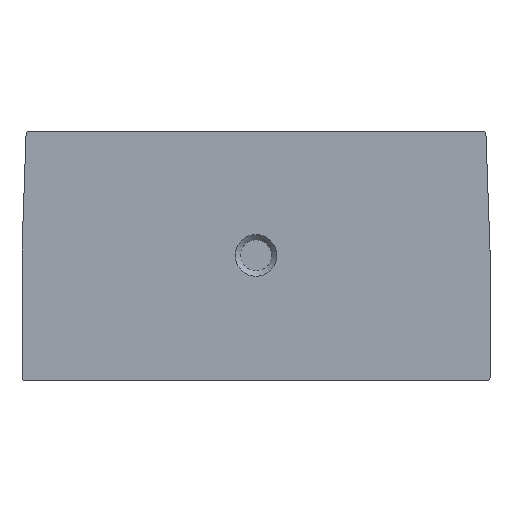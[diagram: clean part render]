
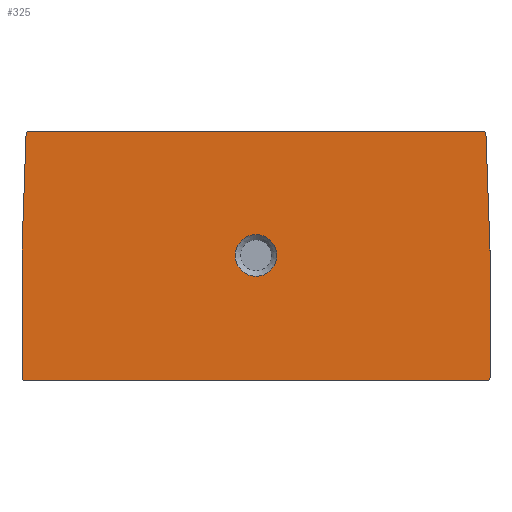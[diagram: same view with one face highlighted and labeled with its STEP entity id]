
A CAD part, top view. The second image highlights one B-rep face of the part: STEP entity #325.
In plain terms, the highlighted planar face has unit normal (0, 0, 1).
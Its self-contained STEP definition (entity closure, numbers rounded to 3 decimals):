
#40=CARTESIAN_POINT('',(22.2,0.8,1.5));
#41=DIRECTION('',(0.,0.,1.));
#42=DIRECTION('',(0.,-1.,0.));
#43=AXIS2_PLACEMENT_3D('',#40,#41,#42);
#45=DIRECTION('',(1.,0.,0.));
#46=VECTOR('',#45,44.4);
#47=CARTESIAN_POINT('',(-22.2,0.5,1.5));
#48=LINE('',#47,#46);
#49=CARTESIAN_POINT('',(-22.2,0.8,1.5));
#50=DIRECTION('',(0.,0.,1.));
#51=DIRECTION('',(-1.,0.,0.));
#52=AXIS2_PLACEMENT_3D('',#49,#50,#51);
#54=DIRECTION('',(0.,1.,0.));
#55=VECTOR('',#54,12.265);
#56=CARTESIAN_POINT('',(-22.5,0.8,1.5));
#57=LINE('',#56,#55);
#58=CARTESIAN_POINT('',(-22.2,13.065,1.5));
#59=DIRECTION('',(0.,0.,-1.));
#60=DIRECTION('',(-1.,0.,0.));
#61=AXIS2_PLACEMENT_3D('',#58,#59,#60);
#63=DIRECTION('',(0.035,0.999,0.));
#64=VECTOR('',#63,11.142);
#65=CARTESIAN_POINT('',(-22.5,13.075,1.5));
#66=LINE('',#65,#64);
#67=CARTESIAN_POINT('',(-21.811,24.2,1.5));
#68=DIRECTION('',(0.,0.,1.));
#69=DIRECTION('',(0.,1.,0.));
#70=AXIS2_PLACEMENT_3D('',#67,#68,#69);
#72=DIRECTION('',(-1.,0.,0.));
#73=VECTOR('',#72,43.622);
#74=CARTESIAN_POINT('',(21.811,24.5,1.5));
#75=LINE('',#74,#73);
#76=CARTESIAN_POINT('',(21.811,24.2,1.5));
#77=DIRECTION('',(0.,0.,1.));
#78=DIRECTION('',(0.999,0.035,0.));
#79=AXIS2_PLACEMENT_3D('',#76,#77,#78);
#81=DIRECTION('',(0.035,-0.999,0.));
#82=VECTOR('',#81,11.142);
#83=CARTESIAN_POINT('',(22.111,24.21,1.5));
#84=LINE('',#83,#82);
#85=CARTESIAN_POINT('',(22.2,13.065,1.5));
#86=DIRECTION('',(0.,0.,-1.));
#87=DIRECTION('',(0.999,0.035,0.));
#88=AXIS2_PLACEMENT_3D('',#85,#86,#87);
#90=DIRECTION('',(0.,1.,0.));
#91=VECTOR('',#90,12.265);
#92=CARTESIAN_POINT('',(22.5,0.8,1.5));
#93=LINE('',#92,#91);
#94=CARTESIAN_POINT('',(0.,12.55,1.5));
#95=DIRECTION('',(0.,0.,1.));
#96=DIRECTION('',(0.,1.,0.));
#97=AXIS2_PLACEMENT_3D('',#94,#95,#96);
#99=CARTESIAN_POINT('',(0.,12.55,1.5));
#100=DIRECTION('',(0.,0.,1.));
#101=DIRECTION('',(0.,-1.,0.));
#102=AXIS2_PLACEMENT_3D('',#99,#100,#101);
#190=CARTESIAN_POINT('',(-22.5,0.8,1.5));
#191=VERTEX_POINT('',#190);
#192=CARTESIAN_POINT('',(-22.2,0.5,1.5));
#193=VERTEX_POINT('',#192);
#194=CARTESIAN_POINT('',(-22.5,13.065,1.5));
#196=VERTEX_POINT('',#194);
#200=CARTESIAN_POINT('',(-22.5,13.075,1.5));
#201=VERTEX_POINT('',#200);
#202=CARTESIAN_POINT('',(-21.811,24.5,1.5));
#203=CARTESIAN_POINT('',(-22.111,24.21,1.5));
#204=VERTEX_POINT('',#202);
#205=VERTEX_POINT('',#203);
#210=CARTESIAN_POINT('',(22.2,0.5,1.5));
#211=CARTESIAN_POINT('',(22.5,0.8,1.5));
#212=VERTEX_POINT('',#210);
#213=VERTEX_POINT('',#211);
#219=CARTESIAN_POINT('',(22.5,13.065,1.5));
#221=VERTEX_POINT('',#219);
#222=CARTESIAN_POINT('',(22.5,13.075,1.5));
#223=VERTEX_POINT('',#222);
#230=CARTESIAN_POINT('',(22.111,24.21,1.5));
#231=VERTEX_POINT('',#230);
#232=CARTESIAN_POINT('',(21.811,24.5,1.5));
#233=VERTEX_POINT('',#232);
#238=CARTESIAN_POINT('',(0.,14.55,1.5));
#239=CARTESIAN_POINT('',(0.,10.55,1.5));
#240=VERTEX_POINT('',#238);
#241=VERTEX_POINT('',#239);
#289=CARTESIAN_POINT('',(0.,0.,1.5));
#290=DIRECTION('',(0.,0.,1.));
#291=DIRECTION('',(1.,0.,0.));
#292=AXIS2_PLACEMENT_3D('',#289,#290,#291);
#293=PLANE('',#292);
#294=ORIENTED_EDGE('',*,*,#279,.F.);
#296=ORIENTED_EDGE('',*,*,#295,.F.);
#298=ORIENTED_EDGE('',*,*,#297,.F.);
#300=ORIENTED_EDGE('',*,*,#299,.T.);
#302=ORIENTED_EDGE('',*,*,#301,.T.);
#304=ORIENTED_EDGE('',*,*,#303,.T.);
#306=ORIENTED_EDGE('',*,*,#305,.F.);
#308=ORIENTED_EDGE('',*,*,#307,.F.);
#310=ORIENTED_EDGE('',*,*,#309,.F.);
#312=ORIENTED_EDGE('',*,*,#311,.T.);
#314=ORIENTED_EDGE('',*,*,#313,.T.);
#316=ORIENTED_EDGE('',*,*,#315,.F.);
#317=EDGE_LOOP('',(#294,#296,#298,#300,#302,#304,#306,#308,#310,#312,#314,
#316));
#318=FACE_OUTER_BOUND('',#317,.F.);
#320=ORIENTED_EDGE('',*,*,#319,.T.);
#322=ORIENTED_EDGE('',*,*,#321,.T.);
#323=EDGE_LOOP('',(#320,#322));
#324=FACE_BOUND('',#323,.F.);
#325=ADVANCED_FACE('',(#318,#324),#293,.T.);
#44=CIRCLE('',#43,0.3);
#53=CIRCLE('',#52,0.3);
#62=CIRCLE('',#61,0.3);
#71=CIRCLE('',#70,0.3);
#80=CIRCLE('',#79,0.3);
#89=CIRCLE('',#88,0.3);
#98=CIRCLE('',#97,2.);
#103=CIRCLE('',#102,2.);
#279=EDGE_CURVE('',#212,#213,#44,.T.);
#295=EDGE_CURVE('',#193,#212,#48,.T.);
#297=EDGE_CURVE('',#191,#193,#53,.T.);
#299=EDGE_CURVE('',#191,#196,#57,.T.);
#301=EDGE_CURVE('',#196,#201,#62,.T.);
#303=EDGE_CURVE('',#201,#205,#66,.T.);
#305=EDGE_CURVE('',#204,#205,#71,.T.);
#307=EDGE_CURVE('',#233,#204,#75,.T.);
#309=EDGE_CURVE('',#231,#233,#80,.T.);
#311=EDGE_CURVE('',#231,#223,#84,.T.);
#313=EDGE_CURVE('',#223,#221,#89,.T.);
#315=EDGE_CURVE('',#213,#221,#93,.T.);
#319=EDGE_CURVE('',#240,#241,#98,.T.);
#321=EDGE_CURVE('',#241,#240,#103,.T.);
